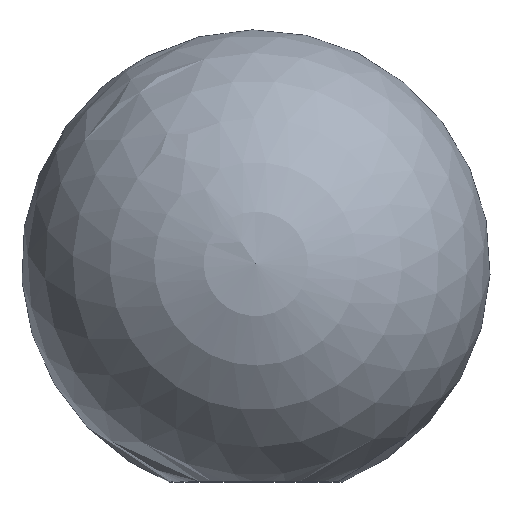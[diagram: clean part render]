
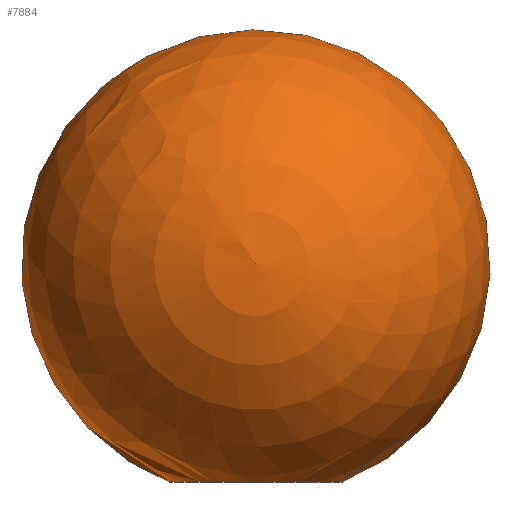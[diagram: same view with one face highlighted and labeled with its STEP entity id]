
A CAD part, top view. The second image highlights one B-rep face of the part: STEP entity #7884.
In plain terms, the highlighted spherical face has radius 20 mm.
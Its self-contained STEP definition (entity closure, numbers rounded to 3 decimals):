
#375 = CARTESIAN_POINT ( 'NONE',  ( 0., 0., 0. ) ) ;
#479 = EDGE_LOOP ( 'NONE', ( #4606 ) ) ;
#735 = EDGE_CURVE ( 'NONE', #9287, #9287, #1353, .T. ) ;
#1212 = DIRECTION ( 'NONE',  ( 1., 0., 0. ) ) ;
#1353 = CIRCLE ( 'NONE', #1827, 7.4 ) ;
#1827 = AXIS2_PLACEMENT_3D ( 'NONE', #2119, #3628, #1212 ) ;
#2119 = CARTESIAN_POINT ( 'NONE',  ( 0., -18.581, 0. ) ) ;
#2463 = AXIS2_PLACEMENT_3D ( 'NONE', #375, #3459, #5767 ) ;
#3459 = DIRECTION ( 'NONE',  ( 0., 0., 1. ) ) ;
#3628 = DIRECTION ( 'NONE',  ( 0., -1., 0. ) ) ;
#4221 = FACE_OUTER_BOUND ( 'NONE', #479, .T. ) ;
#4606 = ORIENTED_EDGE ( 'NONE', *, *, #735, .F. ) ;
#5499 = SPHERICAL_SURFACE ( 'NONE', #2463, 20. ) ;
#5767 = DIRECTION ( 'NONE',  ( 1., 0., 0. ) ) ;
#6102 = CARTESIAN_POINT ( 'NONE',  ( 7.4, -18.581, 0. ) ) ;
#7884 = ADVANCED_FACE ( 'NONE', ( #4221 ), #5499, .T. ) ;
#9287 = VERTEX_POINT ( 'NONE', #6102 ) ;
